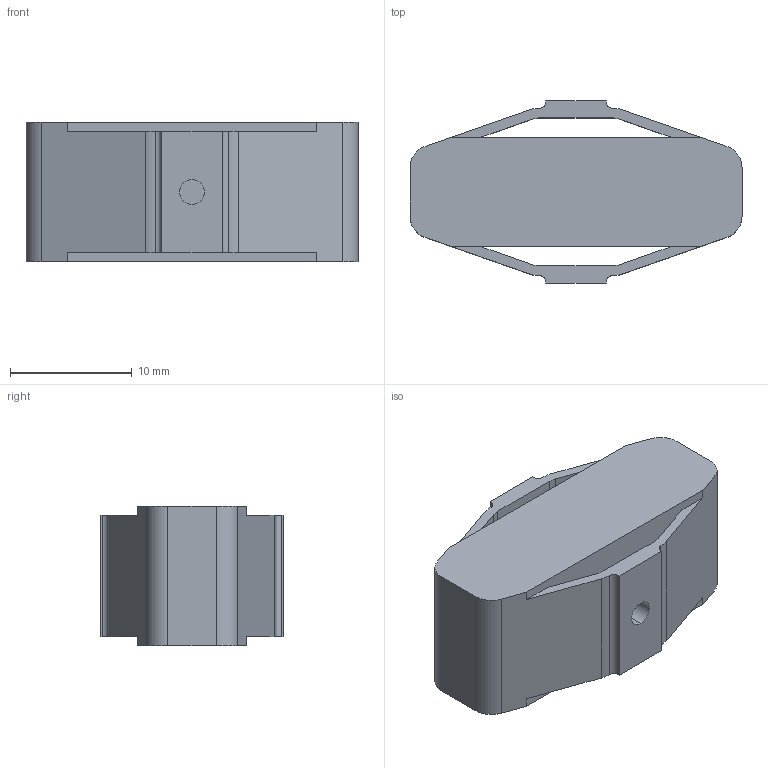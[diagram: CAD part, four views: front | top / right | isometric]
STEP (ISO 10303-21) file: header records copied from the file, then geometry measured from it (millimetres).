
FILE_DESCRIPTION (( 'STEP AP203' ), '1' );
FILE_NAME ('000913_PAss APA40SM 02 +0.000.step', '2010-09-28T16:37:53', ( 'Mecanique' ), ( 'Cedrat Technologies' ), 'SwSTEP 2.0', 'SolidWorks 2010', '' );
FILE_SCHEMA (( 'CONFIG_CONTROL_DESIGN' ));
Length unit declared in the file: millimetre
Products named in the file (1): 000913_PAss APA40SM 02 +0.000
Bounding box: 27.32 x 15.01 x 11.5 mm (x, y, z)
Volume: 3074 mm3; surface area: 1993.8 mm2
Topology: 1 solids, 1 shells, 46 faces, 144 edges, 96 vertices
Faces by surface type: plane 26, cylinder 20
Entity records: 1701 total; most frequent: ORIENTED_EDGE 288, CARTESIAN_POINT 287, DIRECTION 278, EDGE_CURVE 144, VECTOR 104, LINE 104, VERTEX_POINT 96, AXIS2_PLACEMENT_3D 87
